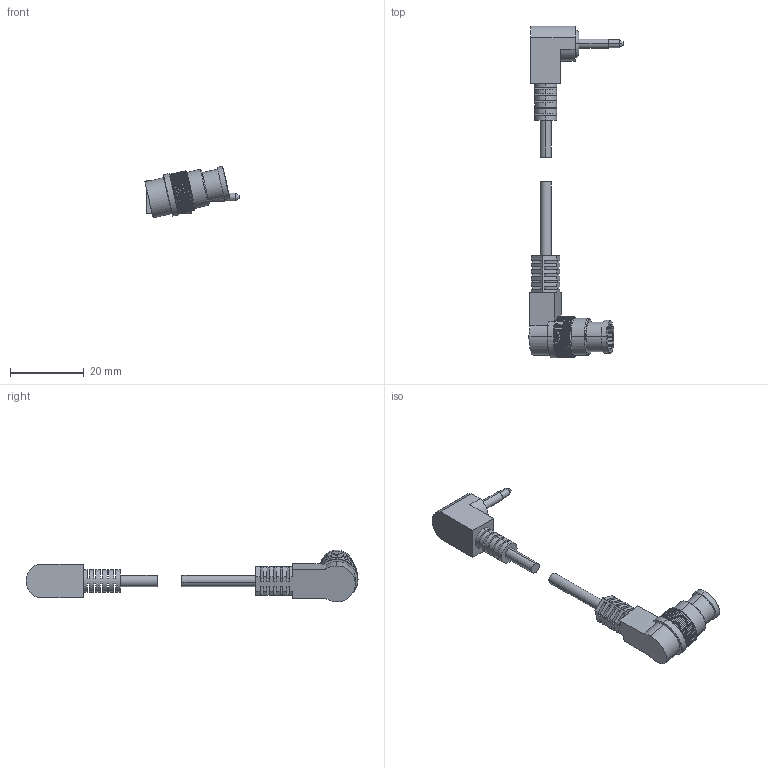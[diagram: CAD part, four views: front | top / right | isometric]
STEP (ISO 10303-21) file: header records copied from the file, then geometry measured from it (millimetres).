
FILE_DESCRIPTION (( 'STEP AP214' ), '1' );
FILE_NAME ('Shutter Cable N1 for Nikon.step', '2016-10-28T07:00:46', ( 'dell' ), ( '' ), 'SwSTEP 2.0', 'SolidWorks 2013', '' );
FILE_SCHEMA (( 'AUTOMOTIVE_DESIGN' ));
Length unit declared in the file: millimetre
Products named in the file (1): Shutter Cable N1 for Nikon
Bounding box: 25.52 x 90.06 x 14.03 mm (x, y, z)
Surface area: 3380.5 mm2 (no closed solid volume)
Topology: 0 solids, 2 shells, 492 faces, 1390 edges, 923 vertices
Faces by surface type: plane 337, cylinder 137, torus 10, cone 8
Entity records: 21537 total; most frequent: CARTESIAN_POINT 3378, ORIENTED_EDGE 2780, DIRECTION 2531, EDGE_CURVE 1390, VERTEX_POINT 923, LINE 859, VECTOR 859, AXIS2_PLACEMENT_3D 836
